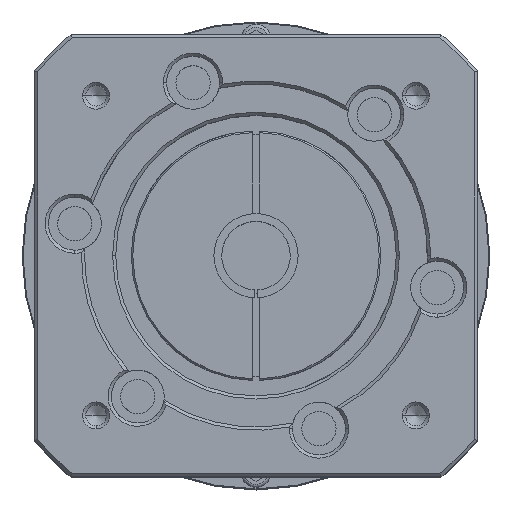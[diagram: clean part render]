
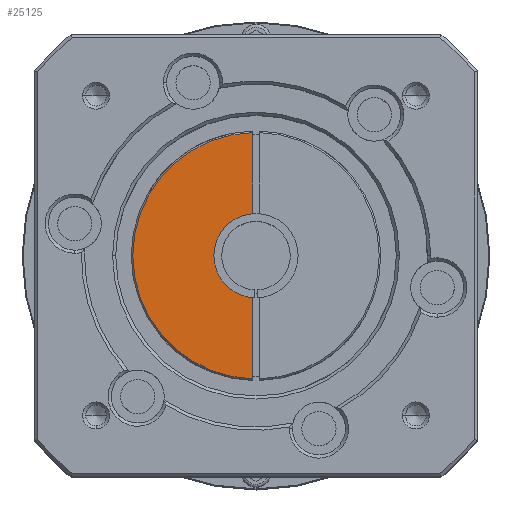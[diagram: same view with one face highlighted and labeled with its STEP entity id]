
A CAD part, top view. The second image highlights one B-rep face of the part: STEP entity #25125.
In plain terms, the highlighted planar face has unit normal (0, 0, 1).
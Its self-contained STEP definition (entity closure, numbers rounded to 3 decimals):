
#503 = EDGE_CURVE ( 'NONE', #19295, #20806, #8354, .T. ) ;
#683 = AXIS2_PLACEMENT_3D ( 'NONE', #14016, #1620, #16018 ) ;
#699 = LINE ( 'NONE', #18823, #21915 ) ;
#781 = ORIENTED_EDGE ( 'NONE', *, *, #503, .F. ) ;
#1620 = DIRECTION ( 'NONE',  ( 0., 0., 1. ) ) ;
#3485 = CARTESIAN_POINT ( 'NONE',  ( -13., -7.158, 100.5 ) ) ;
#5568 = CARTESIAN_POINT ( 'NONE',  ( 0., 0., 100.5 ) ) ;
#5664 = CARTESIAN_POINT ( 'NONE',  ( -1., 12.961, 100.5 ) ) ;
#5884 = CARTESIAN_POINT ( 'NONE',  ( -1., -39.487, 100.5 ) ) ;
#6286 = VERTEX_POINT ( 'NONE', #21109 ) ;
#7385 = CARTESIAN_POINT ( 'NONE',  ( -13., 0., 100.5 ) ) ;
#7655 = DIRECTION ( 'NONE',  ( 1., 0., 0. ) ) ;
#8354 =( BOUNDED_CURVE ( )  B_SPLINE_CURVE ( 3, ( #14844, #17058, #17006, #14763 ),
 .UNSPECIFIED., .F., .F. ) 
 B_SPLINE_CURVE_WITH_KNOTS ( ( 4, 4 ),
 ( 0., 0.5 ),
 .UNSPECIFIED. ) 
 CURVE ( )  GEOMETRIC_REPRESENTATION_ITEM ( )  RATIONAL_B_SPLINE_CURVE ( ( 1., 0.823, 0.823, 1. ) ) 
 REPRESENTATION_ITEM ( '' )  );
#8939 = ORIENTED_EDGE ( 'NONE', *, *, #17546, .T. ) ;
#9357 = VERTEX_POINT ( 'NONE', #24010 ) ;
#9442 = DIRECTION ( 'NONE',  ( 0., 0., 1. ) ) ;
#9479 = EDGE_CURVE ( 'NONE', #26198, #9357, #24411, .T. ) ;
#9920 = VERTEX_POINT ( 'NONE', #22175 ) ;
#10845 = ORIENTED_EDGE ( 'NONE', *, *, #11426, .T. ) ;
#11426 = EDGE_CURVE ( 'NONE', #19295, #6286, #699, .T. ) ;
#11804 = CARTESIAN_POINT ( 'NONE',  ( -1., -12.961, 100.5 ) ) ;
#12906 = ORIENTED_EDGE ( 'NONE', *, *, #23569, .F. ) ;
#13513 = AXIS2_PLACEMENT_3D ( 'NONE', #5568, #19821, #7655 ) ;
#13589 = ORIENTED_EDGE ( 'NONE', *, *, #9479, .T. ) ;
#14016 = CARTESIAN_POINT ( 'NONE',  ( 0., 0., 100.5 ) ) ;
#14625 = DIRECTION ( 'NONE',  ( 0., 1., 0. ) ) ;
#14763 = CARTESIAN_POINT ( 'NONE',  ( -13., 0., 100.5 ) ) ;
#14844 = CARTESIAN_POINT ( 'NONE',  ( -1., 12.961, 100.5 ) ) ;
#14967 = EDGE_CURVE ( 'NONE', #9920, #26198, #18020, .T. ) ;
#16018 = DIRECTION ( 'NONE',  ( -1., 0., 0. ) ) ;
#17006 = CARTESIAN_POINT ( 'NONE',  ( -13., 7.158, 100.5 ) ) ;
#17010 = DIRECTION ( 'NONE',  ( 0., 1., 0. ) ) ;
#17058 = CARTESIAN_POINT ( 'NONE',  ( -8.137, 12.411, 100.5 ) ) ;
#17546 = EDGE_CURVE ( 'NONE', #6286, #9920, #19363, .T. ) ;
#17788 = CARTESIAN_POINT ( 'NONE',  ( -13., 0., 100.5 ) ) ;
#18020 = CIRCLE ( 'NONE', #683, 39.5 ) ;
#18515 = EDGE_LOOP ( 'NONE', ( #8939, #21387, #13589, #12906, #781, #10845 ) ) ;
#18823 = CARTESIAN_POINT ( 'NONE',  ( -1., -41., 100.5 ) ) ;
#19295 = VERTEX_POINT ( 'NONE', #5664 ) ;
#19363 = CIRCLE ( 'NONE', #24730, 39.5 ) ;
#19821 = DIRECTION ( 'NONE',  ( 0., 0., 1. ) ) ;
#20806 = VERTEX_POINT ( 'NONE', #7385 ) ;
#21109 = CARTESIAN_POINT ( 'NONE',  ( -1., 39.487, 100.5 ) ) ;
#21387 = ORIENTED_EDGE ( 'NONE', *, *, #14967, .T. ) ;
#21621 = CARTESIAN_POINT ( 'NONE',  ( 0., 0., 100.5 ) ) ;
#21631 = VECTOR ( 'NONE', #14625, 1000. ) ;
#21915 = VECTOR ( 'NONE', #17010, 1000. ) ;
#22175 = CARTESIAN_POINT ( 'NONE',  ( -39.5, 0., 100.5 ) ) ;
#22681 = CARTESIAN_POINT ( 'NONE',  ( -1., -41., 100.5 ) ) ;
#23569 = EDGE_CURVE ( 'NONE', #20806, #9357, #24558, .T. ) ;
#23571 = DIRECTION ( 'NONE',  ( -1., 0., 0. ) ) ;
#23783 = PLANE ( 'NONE',  #13513 ) ;
#23866 = CARTESIAN_POINT ( 'NONE',  ( -8.137, -12.411, 100.5 ) ) ;
#24010 = CARTESIAN_POINT ( 'NONE',  ( -1., -12.961, 100.5 ) ) ;
#24411 = LINE ( 'NONE', #22681, #21631 ) ;
#24558 =( BOUNDED_CURVE ( )  B_SPLINE_CURVE ( 3, ( #17788, #3485, #23866, #11804 ),
 .UNSPECIFIED., .F., .F. ) 
 B_SPLINE_CURVE_WITH_KNOTS ( ( 4, 4 ),
 ( 0.5, 1. ),
 .UNSPECIFIED. ) 
 CURVE ( )  GEOMETRIC_REPRESENTATION_ITEM ( )  RATIONAL_B_SPLINE_CURVE ( ( 1., 0.823, 0.823, 1. ) ) 
 REPRESENTATION_ITEM ( '' )  );
#24730 = AXIS2_PLACEMENT_3D ( 'NONE', #21621, #9442, #23571 ) ;
#25125 = ADVANCED_FACE ( 'NONE', ( #25796 ), #23783, .T. ) ;
#25796 = FACE_OUTER_BOUND ( 'NONE', #18515, .T. ) ;
#26198 = VERTEX_POINT ( 'NONE', #5884 ) ;
